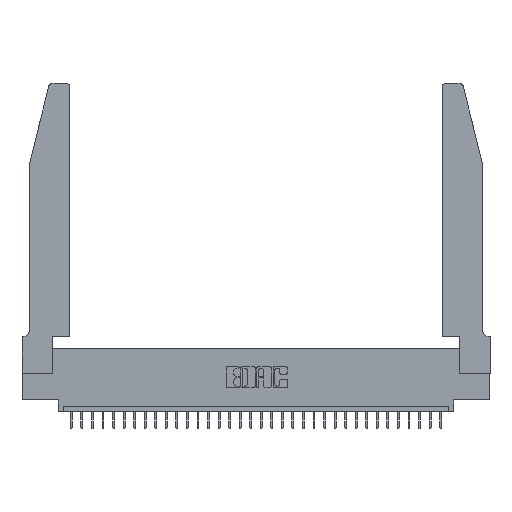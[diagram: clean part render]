
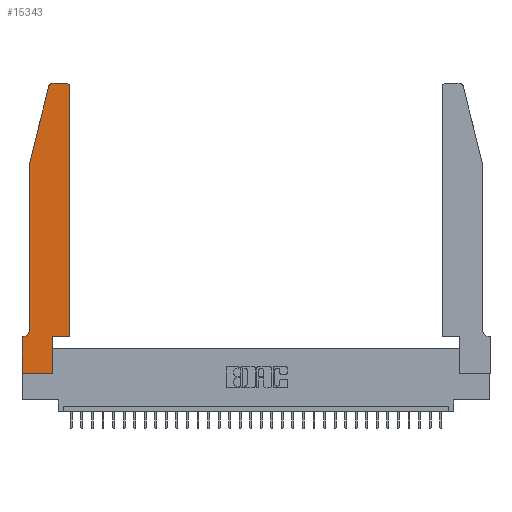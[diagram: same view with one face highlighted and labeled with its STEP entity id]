
A CAD part, top view. The second image highlights one B-rep face of the part: STEP entity #15343.
In plain terms, the highlighted planar face has unit normal (0, 0, 1).
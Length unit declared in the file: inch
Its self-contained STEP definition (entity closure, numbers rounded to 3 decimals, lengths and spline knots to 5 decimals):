
#224 = DIRECTION ( 'NONE',  ( 1., 0., 0. ) ) ;
#290 = DIRECTION ( 'NONE',  ( 0., 1., 0. ) ) ;
#309 = EDGE_CURVE ( 'NONE', #23975, #32641, #3792, .T. ) ;
#650 = ORIENTED_EDGE ( 'NONE', *, *, #14436, .T. ) ;
#864 = EDGE_CURVE ( 'NONE', #13795, #29649, #6162, .T. ) ;
#1756 = CARTESIAN_POINT ( 'NONE',  ( 0., 0., 0.37 ) ) ;
#1946 = EDGE_CURVE ( 'NONE', #27623, #19585, #25472, .T. ) ;
#2328 = VERTEX_POINT ( 'NONE', #20897 ) ;
#3054 = VERTEX_POINT ( 'NONE', #10169 ) ;
#3248 = CARTESIAN_POINT ( 'NONE',  ( 0.284, 2.72, 0.37 ) ) ;
#3370 = DIRECTION ( 'NONE',  ( 1., 0., 0. ) ) ;
#3792 = LINE ( 'NONE', #12989, #11333 ) ;
#4032 = DIRECTION ( 'NONE',  ( 1., 0., 0. ) ) ;
#4408 = ORIENTED_EDGE ( 'NONE', *, *, #22514, .T. ) ;
#5778 = CARTESIAN_POINT ( 'NONE',  ( 0.0055, 0.35, 0.37 ) ) ;
#5913 = DIRECTION ( 'NONE',  ( -1., 0., 0. ) ) ;
#6001 = DIRECTION ( 'NONE',  ( 0., 1., 0. ) ) ;
#6162 = LINE ( 'NONE', #10862, #18019 ) ;
#6777 = VECTOR ( 'NONE', #14408, 39.37008 ) ;
#7275 = CARTESIAN_POINT ( 'NONE',  ( 0.284, 2.75, 0.37 ) ) ;
#7642 = DIRECTION ( 'NONE',  ( -1., 0., 0. ) ) ;
#7869 = EDGE_CURVE ( 'NONE', #26998, #2328, #18732, .T. ) ;
#8040 = CARTESIAN_POINT ( 'NONE',  ( 0.4505, 0.35, 0.37 ) ) ;
#8150 = AXIS2_PLACEMENT_3D ( 'NONE', #24771, #14272, #27220 ) ;
#8689 = VERTEX_POINT ( 'NONE', #28862 ) ;
#8919 = LINE ( 'NONE', #20278, #30372 ) ;
#9157 = CARTESIAN_POINT ( 'NONE',  ( 0.0755, 0.42, 0.37 ) ) ;
#9837 = DIRECTION ( 'NONE',  ( 0., -1., 0. ) ) ;
#10169 = CARTESIAN_POINT ( 'NONE',  ( 0.25487, 2.72718, 0.37 ) ) ;
#10360 = VECTOR ( 'NONE', #9837, 39.37008 ) ;
#10687 = AXIS2_PLACEMENT_3D ( 'NONE', #3248, #18212, #224 ) ;
#10836 = CARTESIAN_POINT ( 'NONE',  ( 0.4505, 2.72, 0.37 ) ) ;
#10862 = CARTESIAN_POINT ( 'NONE',  ( 0.0755, 0.35, 0.37 ) ) ;
#11333 = VECTOR ( 'NONE', #7642, 39.37008 ) ;
#12333 = CARTESIAN_POINT ( 'NONE',  ( 0., 0., 0.37 ) ) ;
#12478 = LINE ( 'NONE', #8040, #20361 ) ;
#12989 = CARTESIAN_POINT ( 'NONE',  ( 0.2605, 2.75, 0.37 ) ) ;
#13405 = ORIENTED_EDGE ( 'NONE', *, *, #17260, .T. ) ;
#13642 = CARTESIAN_POINT ( 'NONE',  ( 0.4205, 2.75, 0.37 ) ) ;
#13795 = VERTEX_POINT ( 'NONE', #5778 ) ;
#14272 = DIRECTION ( 'NONE',  ( 0., 0., -1. ) ) ;
#14408 = DIRECTION ( 'NONE',  ( 0., -1., 0. ) ) ;
#14436 = EDGE_CURVE ( 'NONE', #3054, #27623, #8919, .T. ) ;
#15103 = CIRCLE ( 'NONE', #21415, 0.03 ) ;
#15314 = EDGE_LOOP ( 'NONE', ( #23433, #17453, #650, #15499, #20260, #15521, #31575, #25686, #16358, #13405, #22356, #4408 ) ) ;
#15343 = ADVANCED_FACE ( 'NONE', ( #23148 ), #29441, .T. ) ;
#15348 = EDGE_CURVE ( 'NONE', #19585, #13795, #25524, .T. ) ;
#15499 = ORIENTED_EDGE ( 'NONE', *, *, #1946, .T. ) ;
#15508 = LINE ( 'NONE', #1756, #6777 ) ;
#15521 = ORIENTED_EDGE ( 'NONE', *, *, #864, .T. ) ;
#15709 = EDGE_CURVE ( 'NONE', #8689, #21547, #12478, .T. ) ;
#15866 = LINE ( 'NONE', #12333, #27745 ) ;
#16107 = VERTEX_POINT ( 'NONE', #23575 ) ;
#16219 = LINE ( 'NONE', #24522, #28091 ) ;
#16353 = EDGE_CURVE ( 'NONE', #16107, #26998, #15866, .T. ) ;
#16358 = ORIENTED_EDGE ( 'NONE', *, *, #7869, .T. ) ;
#16613 = CARTESIAN_POINT ( 'NONE',  ( 0.0755, 2., 0.37 ) ) ;
#17260 = EDGE_CURVE ( 'NONE', #2328, #8689, #16219, .T. ) ;
#17453 = ORIENTED_EDGE ( 'NONE', *, *, #31570, .T. ) ;
#17475 = CIRCLE ( 'NONE', #10687, 0.03 ) ;
#18019 = VECTOR ( 'NONE', #5913, 39.37008 ) ;
#18212 = DIRECTION ( 'NONE',  ( 0., 0., 1. ) ) ;
#18732 = LINE ( 'NONE', #31258, #19138 ) ;
#19138 = VECTOR ( 'NONE', #6001, 39.37008 ) ;
#19523 = CARTESIAN_POINT ( 'NONE',  ( 0.0755, 2., 0.37 ) ) ;
#19585 = VERTEX_POINT ( 'NONE', #9157 ) ;
#19592 = CARTESIAN_POINT ( 'NONE',  ( 0., 0.35, 0.37 ) ) ;
#20260 = ORIENTED_EDGE ( 'NONE', *, *, #15348, .T. ) ;
#20278 = CARTESIAN_POINT ( 'NONE',  ( 0.0755, 2., 0.37 ) ) ;
#20361 = VECTOR ( 'NONE', #290, 39.37008 ) ;
#20897 = CARTESIAN_POINT ( 'NONE',  ( 0.2865, 0.35, 0.37 ) ) ;
#21415 = AXIS2_PLACEMENT_3D ( 'NONE', #26649, #28649, #3370 ) ;
#21547 = VERTEX_POINT ( 'NONE', #10836 ) ;
#21992 = DIRECTION ( 'NONE',  ( 1., 0., 0. ) ) ;
#22025 = DIRECTION ( 'NONE',  ( 0., 0., 1. ) ) ;
#22230 = DIRECTION ( 'NONE',  ( 1., 0., 0. ) ) ;
#22356 = ORIENTED_EDGE ( 'NONE', *, *, #15709, .T. ) ;
#22386 = DIRECTION ( 'NONE',  ( -0.239, -0.971, 0. ) ) ;
#22514 = EDGE_CURVE ( 'NONE', #21547, #23975, #15103, .T. ) ;
#23148 = FACE_OUTER_BOUND ( 'NONE', #15314, .T. ) ;
#23433 = ORIENTED_EDGE ( 'NONE', *, *, #309, .T. ) ;
#23575 = CARTESIAN_POINT ( 'NONE',  ( 0., 0., 0.37 ) ) ;
#23975 = VERTEX_POINT ( 'NONE', #13642 ) ;
#24120 = AXIS2_PLACEMENT_3D ( 'NONE', #19592, #22025, #22230 ) ;
#24522 = CARTESIAN_POINT ( 'NONE',  ( 0.4505, 0.35, 0.37 ) ) ;
#24771 = CARTESIAN_POINT ( 'NONE',  ( 0.0055, 0.42, 0.37 ) ) ;
#25455 = CARTESIAN_POINT ( 'NONE',  ( 0., 0.35, 0.37 ) ) ;
#25472 = LINE ( 'NONE', #19523, #10360 ) ;
#25524 = CIRCLE ( 'NONE', #8150, 0.07 ) ;
#25686 = ORIENTED_EDGE ( 'NONE', *, *, #16353, .T. ) ;
#26649 = CARTESIAN_POINT ( 'NONE',  ( 0.4205, 2.72, 0.37 ) ) ;
#26998 = VERTEX_POINT ( 'NONE', #31402 ) ;
#27220 = DIRECTION ( 'NONE',  ( -1., 0., 0. ) ) ;
#27623 = VERTEX_POINT ( 'NONE', #16613 ) ;
#27745 = VECTOR ( 'NONE', #21992, 39.37008 ) ;
#28091 = VECTOR ( 'NONE', #4032, 39.37008 ) ;
#28649 = DIRECTION ( 'NONE',  ( 0., 0., 1. ) ) ;
#28862 = CARTESIAN_POINT ( 'NONE',  ( 0.4505, 0.35, 0.37 ) ) ;
#29441 = PLANE ( 'NONE',  #24120 ) ;
#29649 = VERTEX_POINT ( 'NONE', #25455 ) ;
#30372 = VECTOR ( 'NONE', #22386, 39.37008 ) ;
#30801 = EDGE_CURVE ( 'NONE', #29649, #16107, #15508, .T. ) ;
#31258 = CARTESIAN_POINT ( 'NONE',  ( 0.2865, 0.35, 0.37 ) ) ;
#31402 = CARTESIAN_POINT ( 'NONE',  ( 0.2865, 0., 0.37 ) ) ;
#31570 = EDGE_CURVE ( 'NONE', #32641, #3054, #17475, .T. ) ;
#31575 = ORIENTED_EDGE ( 'NONE', *, *, #30801, .T. ) ;
#32641 = VERTEX_POINT ( 'NONE', #7275 ) ;
